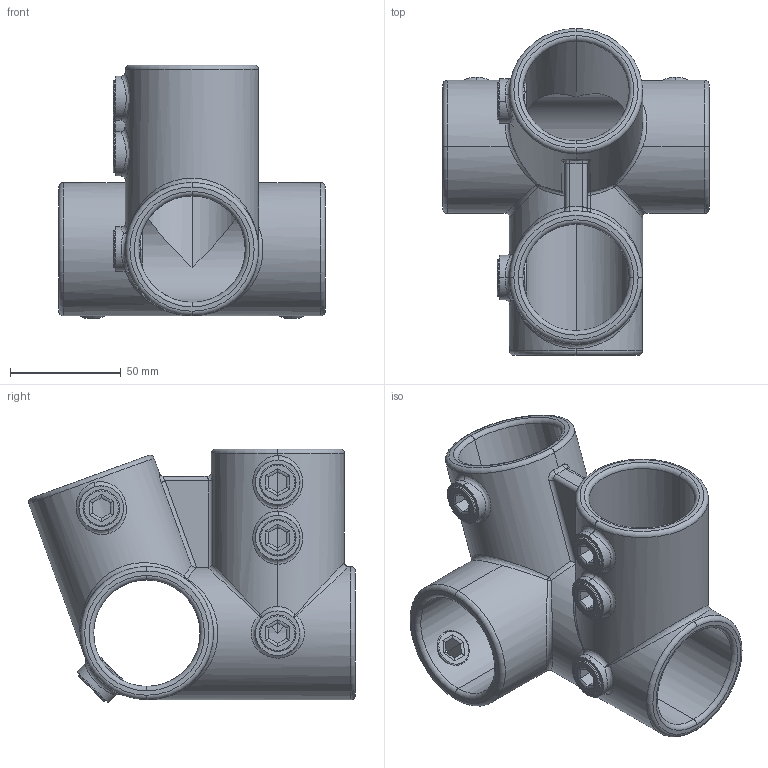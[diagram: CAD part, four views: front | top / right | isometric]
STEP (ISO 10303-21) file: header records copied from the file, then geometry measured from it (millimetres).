
FILE_DESCRIPTION (( 'STEP AP203' ), '1' );
FILE_NAME ('185-D48.step', '2015-09-17T16:28:21', ( '' ), ( '' ), 'SwSTEP 2.0', 'SolidWorks 2015', '' );
FILE_SCHEMA (( 'CONFIG_CONTROL_DESIGN' ));
Length unit declared in the file: millimetre
Products named in the file (3): 185-D48; 185-D48 Teil1; 185-D48 Teil2
Assembly tree (7 placements, depth 2):
  185-D48
    185-D48 Teil1
    185-D48 Teil2  x6
Bounding box: 120 x 147.28 x 114.46 mm (x, y, z)
Volume: 287500.1 mm3; surface area: 105092.4 mm2
Topology: 7 solids, 7 shells, 272 faces, 631 edges, 364 vertices
Faces by surface type: cylinder 133, plane 62, torus 45, bspline 26, sphere 6
Entity records: 8927 total; most frequent: CARTESIAN_POINT 5402, ORIENTED_EDGE 690, DIRECTION 616, EDGE_CURVE 345, AXIS2_PLACEMENT_3D 260, VERTEX_POINT 204, EDGE_LOOP 161, FACE_OUTER_BOUND 142
